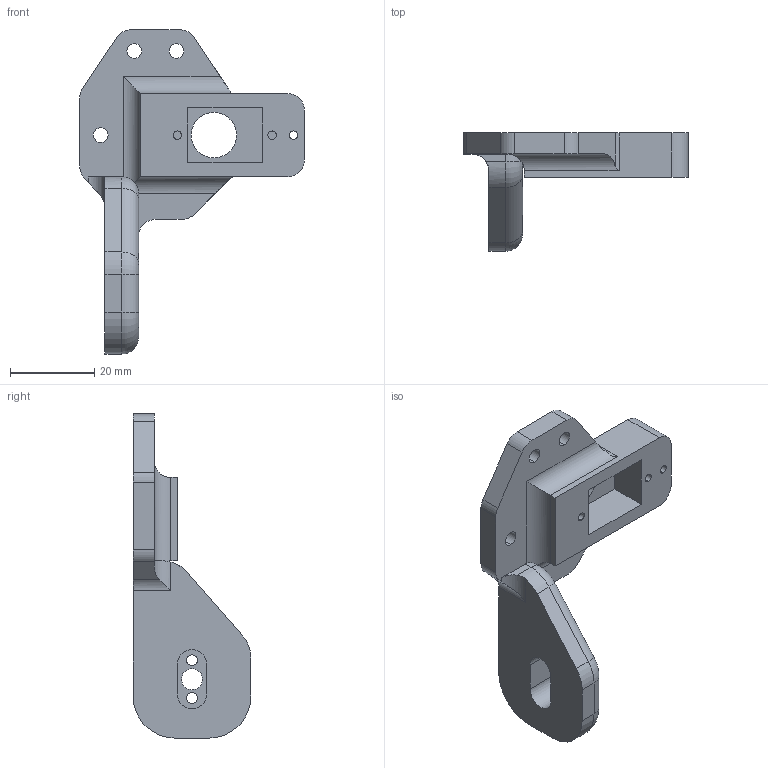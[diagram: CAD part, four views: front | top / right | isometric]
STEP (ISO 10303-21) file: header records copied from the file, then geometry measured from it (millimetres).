
FILE_DESCRIPTION (( 'STEP AP203' ), '1' );
FILE_NAME ('Gripper part 1_Default_sldprt.STEP', '2024-11-27T15:22:05', ( '' ), ( '' ), 'SwSTEP 2.0', 'SolidWorks 2023', '' );
FILE_SCHEMA (( 'CONFIG_CONTROL_DESIGN' ));
Length unit declared in the file: millimetre
Products named in the file (1): Gripper part 1_Default_sldprt
Bounding box: 53.38 x 28 x 77 mm (x, y, z)
Volume: 16789.3 mm3; surface area: 8023.7 mm2
Topology: 1 solids, 1 shells, 83 faces, 219 edges, 142 vertices
Faces by surface type: cylinder 47, plane 31, torus 5
Entity records: 2706 total; most frequent: CARTESIAN_POINT 497, DIRECTION 460, ORIENTED_EDGE 438, EDGE_CURVE 219, AXIS2_PLACEMENT_3D 171, VERTEX_POINT 142, VECTOR 118, LINE 118
